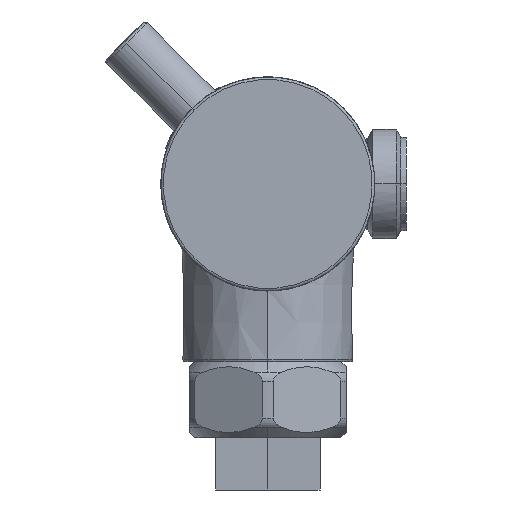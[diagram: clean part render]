
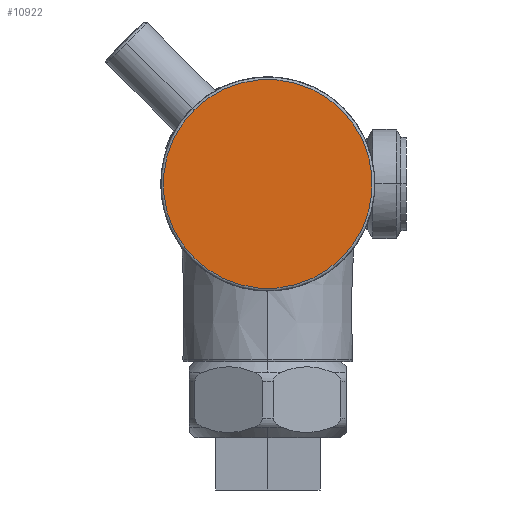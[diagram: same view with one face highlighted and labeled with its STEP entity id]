
A CAD part, left-side view. The second image highlights one B-rep face of the part: STEP entity #10922.
In plain terms, the highlighted planar face has unit normal (-1, 0, 0).
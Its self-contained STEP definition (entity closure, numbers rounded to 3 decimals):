
#3525=CARTESIAN_POINT('',(-151.65,0.,48.6));
#3526=DIRECTION('',(1.,0.,0.));
#3527=DIRECTION('',(0.,-0.707,-0.707));
#3528=AXIS2_PLACEMENT_3D('',#3525,#3526,#3527);
#3530=CARTESIAN_POINT('',(-151.65,0.,48.6));
#3531=DIRECTION('',(1.,0.,0.));
#3532=DIRECTION('',(0.,0.707,0.707));
#3533=AXIS2_PLACEMENT_3D('',#3530,#3531,#3532);
#7873=CARTESIAN_POINT('',(-151.65,-14.142,34.458));
#7874=CARTESIAN_POINT('',(-151.65,14.142,62.742));
#7875=VERTEX_POINT('',#7873);
#7876=VERTEX_POINT('',#7874);
#10913=CARTESIAN_POINT('',(-151.65,0.,48.6));
#10914=DIRECTION('',(1.,0.,0.));
#10915=DIRECTION('',(0.,-0.707,0.707));
#10916=AXIS2_PLACEMENT_3D('',#10913,#10914,#10915);
#10917=PLANE('',#10916);
#10918=ORIENTED_EDGE('',*,*,#10879,.T.);
#10919=ORIENTED_EDGE('',*,*,#10900,.T.);
#10920=EDGE_LOOP('',(#10918,#10919));
#10921=FACE_OUTER_BOUND('',#10920,.F.);
#3529=CIRCLE('',#3528,20.);
#3534=CIRCLE('',#3533,20.);
#10879=EDGE_CURVE('',#7875,#7876,#3529,.T.);
#10900=EDGE_CURVE('',#7876,#7875,#3534,.T.);
#10922=ADVANCED_FACE('',(#10921),#10917,.F.);
